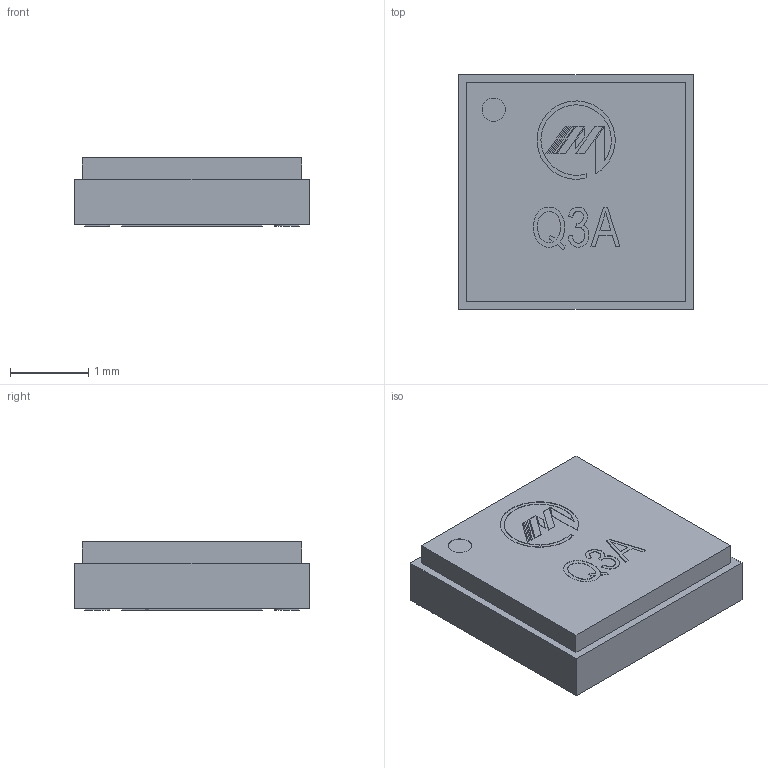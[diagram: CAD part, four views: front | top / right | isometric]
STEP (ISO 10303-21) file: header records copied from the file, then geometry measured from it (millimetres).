
FILE_DESCRIPTION (( 'STEP AP214' ), '1' );
FILE_NAME ('Q3A.STEP', '2025-10-23T10:04:02', ( 'Windows User' ), ( 'P R C' ), 'SwSTEP 2.0', 'SolidWorks 2021', '' );
FILE_SCHEMA (( 'AUTOMOTIVE_DESIGN' ));
Length unit declared in the file: millimetre
Products named in the file (1): Q3A
Bounding box: 3 x 3 x 0.87 mm (x, y, z)
Volume: 5 mm3; surface area: 43.9 mm2
Topology: 1 solids, 2 shells, 198 faces, 489 edges, 326 vertices
Faces by surface type: plane 146, bspline 30, cylinder 22
Full cylindrical faces by diameter (mm): 0.3 x1
Entity records: 8363 total; most frequent: CARTESIAN_POINT 2662, ORIENTED_EDGE 976, DIRECTION 809, EDGE_CURVE 488, LINE 383, VECTOR 383, VERTEX_POINT 326, EDGE_LOOP 230
